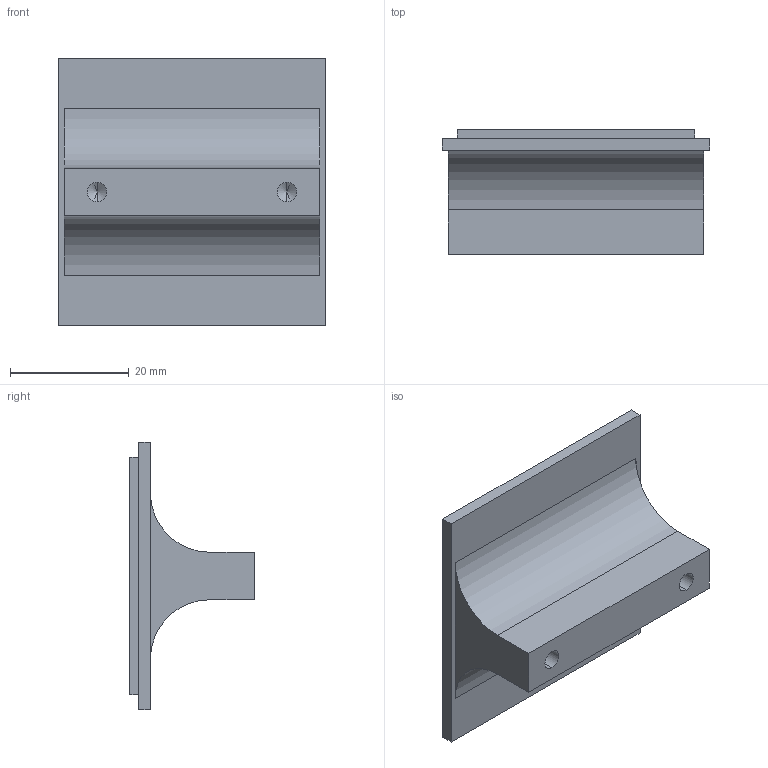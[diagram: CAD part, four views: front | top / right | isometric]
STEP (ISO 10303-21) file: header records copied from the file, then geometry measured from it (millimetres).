
FILE_DESCRIPTION (( 'STEP AP214' ), '1' );
FILE_NAME ('F003229,F003230_3D.step', '2022-08-15T13:05:04', ( '' ), ( '' ), 'SwSTEP 2.0', 'SolidWorks 2020', '' );
FILE_SCHEMA (( 'AUTOMOTIVE_DESIGN' ));
Length unit declared in the file: millimetre
Products named in the file (1): F003229,F003230_3D
Bounding box: 45 x 21 x 45 mm (x, y, z)
Volume: 12054.2 mm3; surface area: 6410.7 mm2
Topology: 1 solids, 1 shells, 35 faces, 82 edges, 50 vertices
Faces by surface type: plane 25, cylinder 6, cone 4
Entity records: 1034 total; most frequent: CARTESIAN_POINT 164, DIRECTION 162, ORIENTED_EDGE 156, EDGE_CURVE 78, LINE 66, VECTOR 66, VERTEX_POINT 50, AXIS2_PLACEMENT_3D 48
